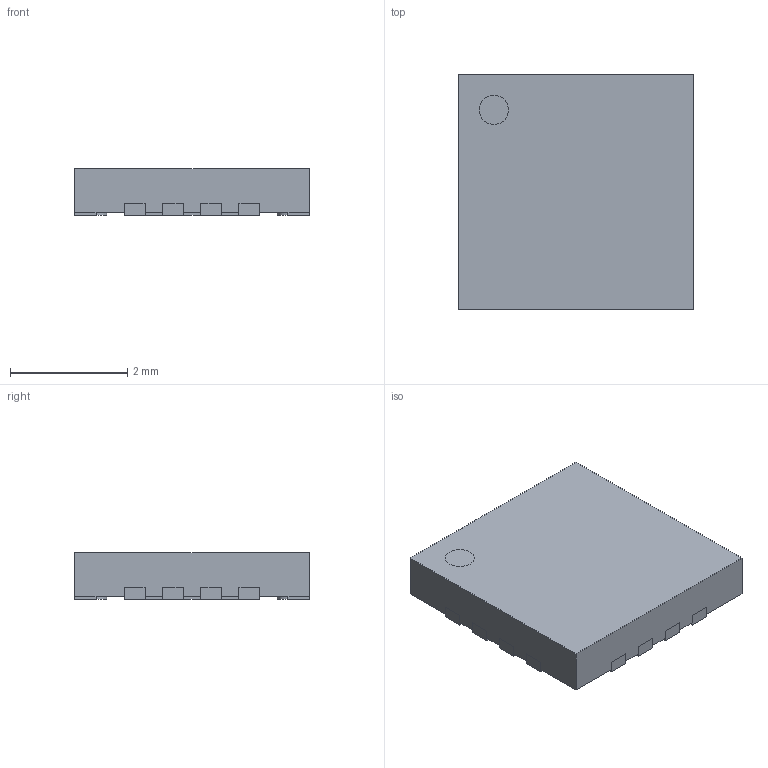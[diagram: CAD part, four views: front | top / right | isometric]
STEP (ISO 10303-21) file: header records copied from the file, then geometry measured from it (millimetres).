
FILE_DESCRIPTION((''),'2;1');
FILE_NAME('QFN65P400X400X80-17N-S225.stp','2014-07-10T12:35:22',(''),(''),'Mechanical Desktop 2011','Mechanical Desktop 2011',', , ');
FILE_SCHEMA(('AUTOMOTIVE_DESIGN { 1 2 10303 214 1 1 1 1 }'));
Length unit declared in the file: millimetre
Products named in the file (1): Product
Bounding box: 4 x 4 x 0.8 mm (x, y, z)
Volume: 12.4 mm3; surface area: 68.6 mm2
Topology: 19 solids, 19 shells, 179 faces, 420 edges, 280 vertices
Faces by surface type: bspline 85, plane 74, cylinder 20
Entity records: 5335 total; most frequent: CARTESIAN_POINT 1359, ORIENTED_EDGE 840, DIRECTION 682, EDGE_CURVE 420, VECTOR 348, LINE 348, VERTEX_POINT 280, EDGE_LOOP 180
